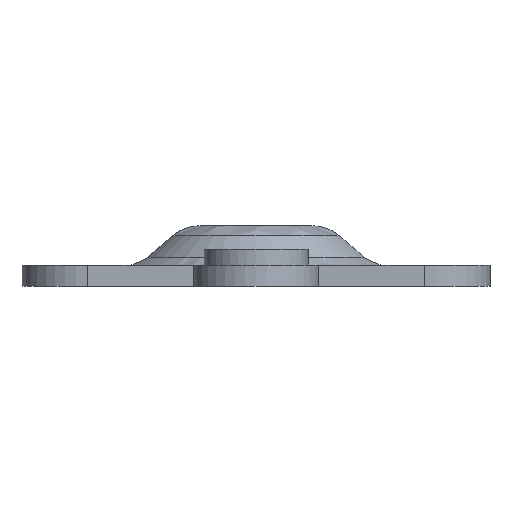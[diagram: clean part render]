
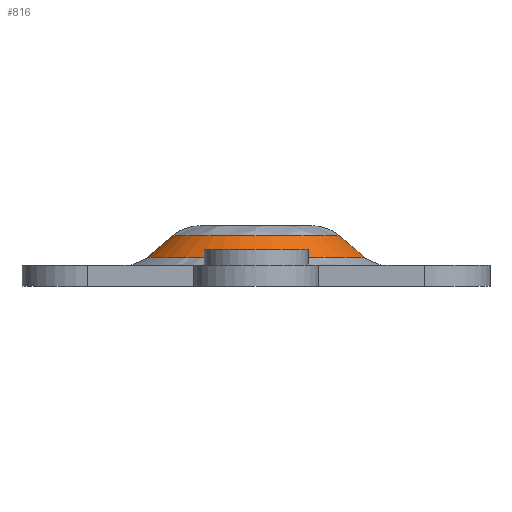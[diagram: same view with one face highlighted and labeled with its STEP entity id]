
A CAD part, front view. The second image highlights one B-rep face of the part: STEP entity #816.
In plain terms, the highlighted conical face has half-angle 49.941 degrees and reference radius 2.609 mm.
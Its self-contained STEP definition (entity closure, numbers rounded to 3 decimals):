
#47 = CARTESIAN_POINT ( 'NONE',  ( 2.609, 5.004, 0.692 ) ) ;
#48 = AXIS2_PLACEMENT_3D ( 'NONE', #695, #826, #1381 ) ;
#52 = LINE ( 'NONE', #59, #1504 ) ;
#59 = CARTESIAN_POINT ( 'NONE',  ( -2.609, 5.004, 0.692 ) ) ;
#158 = VERTEX_POINT ( 'NONE', #47 ) ;
#184 = DIRECTION ( 'NONE',  ( -1., 0., 0. ) ) ;
#290 = CARTESIAN_POINT ( 'NONE',  ( -2.609, 5.004, 0.692 ) ) ;
#302 = ORIENTED_EDGE ( 'NONE', *, *, #556, .T. ) ;
#368 = VECTOR ( 'NONE', #1703, 1000. ) ;
#415 = FACE_OUTER_BOUND ( 'NONE', #450, .T. ) ;
#450 = EDGE_LOOP ( 'NONE', ( #612, #1006, #302, #977 ) ) ;
#519 = EDGE_CURVE ( 'NONE', #997, #158, #895, .T. ) ;
#556 = EDGE_CURVE ( 'NONE', #1220, #1561, #52, .T. ) ;
#612 = ORIENTED_EDGE ( 'NONE', *, *, #519, .F. ) ;
#695 = CARTESIAN_POINT ( 'NONE',  ( 0., 5.004, 0.692 ) ) ;
#704 = EDGE_CURVE ( 'NONE', #997, #1220, #821, .T. ) ;
#760 = CARTESIAN_POINT ( 'NONE',  ( 2.609, 5.004, 0.692 ) ) ;
#816 = ADVANCED_FACE ( 'NONE', ( #415 ), #1479, .T. ) ;
#821 = CIRCLE ( 'NONE', #878, 1.994 ) ;
#826 = DIRECTION ( 'NONE',  ( 0., 0., -1. ) ) ;
#878 = AXIS2_PLACEMENT_3D ( 'NONE', #1445, #1539, #184 ) ;
#895 = LINE ( 'NONE', #760, #368 ) ;
#977 = ORIENTED_EDGE ( 'NONE', *, *, #1296, .T. ) ;
#997 = VERTEX_POINT ( 'NONE', #1535 ) ;
#1006 = ORIENTED_EDGE ( 'NONE', *, *, #704, .T. ) ;
#1076 = CARTESIAN_POINT ( 'NONE',  ( -1.994, 5.004, 1.209 ) ) ;
#1177 = DIRECTION ( 'NONE',  ( -0.765, 0., -0.644 ) ) ;
#1220 = VERTEX_POINT ( 'NONE', #1076 ) ;
#1280 = DIRECTION ( 'NONE',  ( -1., 0., 0. ) ) ;
#1296 = EDGE_CURVE ( 'NONE', #1561, #158, #1652, .T. ) ;
#1381 = DIRECTION ( 'NONE',  ( -1., 0., 0. ) ) ;
#1395 = DIRECTION ( 'NONE',  ( 0., 0., 1. ) ) ;
#1445 = CARTESIAN_POINT ( 'NONE',  ( 0., 5.004, 1.209 ) ) ;
#1479 = CONICAL_SURFACE ( 'NONE', #48, 2.609, 0.872 ) ;
#1504 = VECTOR ( 'NONE', #1177, 1000. ) ;
#1535 = CARTESIAN_POINT ( 'NONE',  ( 1.994, 5.004, 1.209 ) ) ;
#1539 = DIRECTION ( 'NONE',  ( 0., 0., -1. ) ) ;
#1540 = AXIS2_PLACEMENT_3D ( 'NONE', #1658, #1395, #1280 ) ;
#1561 = VERTEX_POINT ( 'NONE', #290 ) ;
#1652 = CIRCLE ( 'NONE', #1540, 2.609 ) ;
#1658 = CARTESIAN_POINT ( 'NONE',  ( 0., 5.004, 0.692 ) ) ;
#1703 = DIRECTION ( 'NONE',  ( 0.765, 0., -0.644 ) ) ;
